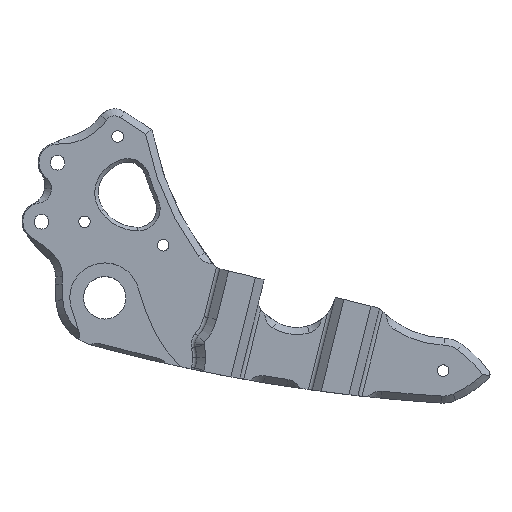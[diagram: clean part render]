
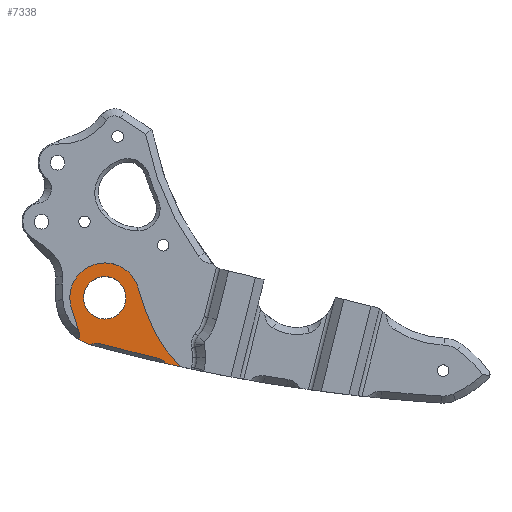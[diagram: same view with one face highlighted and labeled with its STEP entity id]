
A CAD part, top view. The second image highlights one B-rep face of the part: STEP entity #7338.
In plain terms, the highlighted planar face has unit normal (0, 0, 1).
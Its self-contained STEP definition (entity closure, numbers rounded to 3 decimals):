
#99 = EDGE_CURVE ( 'NONE', #6898, #7271, #6017, .T. ) ;
#144 = AXIS2_PLACEMENT_3D ( 'NONE', #4056, #4445, #3608 ) ;
#262 = CARTESIAN_POINT ( 'NONE',  ( -4.184, -13.36, -3.5 ) ) ;
#284 = CARTESIAN_POINT ( 'NONE',  ( 127.748, 468.91, -3.5 ) ) ;
#326 = CARTESIAN_POINT ( 'NONE',  ( -7.763, -11.045, -3.5 ) ) ;
#401 = CARTESIAN_POINT ( 'NONE',  ( 0., 0., -3.5 ) ) ;
#490 = DIRECTION ( 'NONE',  ( 0., 0., -1. ) ) ;
#539 = DIRECTION ( 'NONE',  ( 0.309, -0.951, 0. ) ) ;
#702 = VERTEX_POINT ( 'NONE', #6374 ) ;
#711 = VERTEX_POINT ( 'NONE', #1579 ) ;
#904 = DIRECTION ( 'NONE',  ( -1., 0., 0. ) ) ;
#942 = DIRECTION ( 'NONE',  ( 1., 0., 0. ) ) ;
#987 = VERTEX_POINT ( 'NONE', #1503 ) ;
#1018 = DIRECTION ( 'NONE',  ( 1., 0., 0. ) ) ;
#1138 = CIRCLE ( 'NONE', #2920, 0.5 ) ;
#1202 = CARTESIAN_POINT ( 'NONE',  ( -14.263, -11.117, -3.5 ) ) ;
#1213 = VERTEX_POINT ( 'NONE', #262 ) ;
#1250 = EDGE_CURVE ( 'NONE', #7271, #6974, #7226, .T. ) ;
#1361 = AXIS2_PLACEMENT_3D ( 'NONE', #3077, #7416, #3716 ) ;
#1503 = CARTESIAN_POINT ( 'NONE',  ( 14.934, -17.17, -3.5 ) ) ;
#1579 = CARTESIAN_POINT ( 'NONE',  ( -9.511, -3.09, -3.5 ) ) ;
#1644 = ORIENTED_EDGE ( 'NONE', *, *, #5539, .F. ) ;
#1768 = CARTESIAN_POINT ( 'NONE',  ( 17.543, -18.794, -3.5 ) ) ;
#1822 = DIRECTION ( 'NONE',  ( -1., 0., 0. ) ) ;
#1858 = EDGE_CURVE ( 'NONE', #6577, #1213, #3732, .T. ) ;
#2114 = AXIS2_PLACEMENT_3D ( 'NONE', #6278, #6894, #7053 ) ;
#2177 = CIRCLE ( 'NONE', #5530, 499. ) ;
#2242 = CARTESIAN_POINT ( 'NONE',  ( 49.716, 8.793, -3.5 ) ) ;
#2250 = VERTEX_POINT ( 'NONE', #6859 ) ;
#2352 = EDGE_CURVE ( 'NONE', #987, #6898, #2604, .T. ) ;
#2399 = CARTESIAN_POINT ( 'NONE',  ( -9.511, -3.09, -3.5 ) ) ;
#2512 = ORIENTED_EDGE ( 'NONE', *, *, #2641, .T. ) ;
#2604 = CIRCLE ( 'NONE', #144, 4.76 ) ;
#2639 = ORIENTED_EDGE ( 'NONE', *, *, #7358, .T. ) ;
#2641 = EDGE_CURVE ( 'NONE', #3944, #5711, #5434, .T. ) ;
#2735 = DIRECTION ( 'NONE',  ( 0., 0., 1. ) ) ;
#2785 = EDGE_CURVE ( 'NONE', #6606, #2250, #6090, .T. ) ;
#2901 = CARTESIAN_POINT ( 'NONE',  ( 0., 0., -3.5 ) ) ;
#2914 = AXIS2_PLACEMENT_3D ( 'NONE', #401, #4749, #1018 ) ;
#2915 = EDGE_LOOP ( 'NONE', ( #4963, #3415, #1644, #6887, #5731, #6062, #4312, #7084, #5605, #7686, #6135, #6141 ) ) ;
#2920 = AXIS2_PLACEMENT_3D ( 'NONE', #4230, #490, #4832 ) ;
#2972 = CIRCLE ( 'NONE', #1361, 14. ) ;
#3038 = CARTESIAN_POINT ( 'NONE',  ( -8.051, -11.454, -3.5 ) ) ;
#3070 = CARTESIAN_POINT ( 'NONE',  ( 11.674, -3.567, -3.5 ) ) ;
#3077 = CARTESIAN_POINT ( 'NONE',  ( 0., 0., -3.5 ) ) ;
#3228 = CIRCLE ( 'NONE', #4976, 0.5 ) ;
#3415 = ORIENTED_EDGE ( 'NONE', *, *, #1858, .F. ) ;
#3513 = DIRECTION ( 'NONE',  ( 0., 0., 1. ) ) ;
#3541 = DIRECTION ( 'NONE',  ( 1., 0., 0. ) ) ;
#3608 = DIRECTION ( 'NONE',  ( -1., 0., 0. ) ) ;
#3673 = EDGE_CURVE ( 'NONE', #4660, #711, #6173, .T. ) ;
#3716 = DIRECTION ( 'NONE',  ( 1., 0., 0. ) ) ;
#3732 = CIRCLE ( 'NONE', #2114, 4.76 ) ;
#3769 = EDGE_CURVE ( 'NONE', #6974, #4660, #7034, .T. ) ;
#3849 = EDGE_CURVE ( 'NONE', #711, #6606, #6658, .T. ) ;
#3944 = VERTEX_POINT ( 'NONE', #5598 ) ;
#4047 = AXIS2_PLACEMENT_3D ( 'NONE', #2901, #7246, #3541 ) ;
#4056 = CARTESIAN_POINT ( 'NONE',  ( 13.858, -21.807, -3.5 ) ) ;
#4224 = DIRECTION ( 'NONE',  ( -0.309, 0.951, 0. ) ) ;
#4230 = CARTESIAN_POINT ( 'NONE',  ( -7.763, -11.045, -3.5 ) ) ;
#4312 = ORIENTED_EDGE ( 'NONE', *, *, #3769, .T. ) ;
#4345 = DIRECTION ( 'NONE',  ( 1., 0., 0. ) ) ;
#4445 = DIRECTION ( 'NONE',  ( 0., 0., -1. ) ) ;
#4453 = AXIS2_PLACEMENT_3D ( 'NONE', #5360, #3513, #7833 ) ;
#4640 = DIRECTION ( 'NONE',  ( 0., 0., -1. ) ) ;
#4660 = VERTEX_POINT ( 'NONE', #5114 ) ;
#4673 = DIRECTION ( 'NONE',  ( 0., 0., -1. ) ) ;
#4699 = CARTESIAN_POINT ( 'NONE',  ( -7.605, -8.954, -3.5 ) ) ;
#4749 = DIRECTION ( 'NONE',  ( 0., 0., -1. ) ) ;
#4808 = DIRECTION ( 'NONE',  ( 0., 0., 1. ) ) ;
#4832 = DIRECTION ( 'NONE',  ( 1., 0., 0. ) ) ;
#4963 = ORIENTED_EDGE ( 'NONE', *, *, #5443, .T. ) ;
#4976 = AXIS2_PLACEMENT_3D ( 'NONE', #326, #4673, #942 ) ;
#4980 = EDGE_CURVE ( 'NONE', #702, #7498, #1138, .T. ) ;
#5019 = VECTOR ( 'NONE', #539, 1000. ) ;
#5114 = CARTESIAN_POINT ( 'NONE',  ( 9.511, 3.09, -3.5 ) ) ;
#5295 = CARTESIAN_POINT ( 'NONE',  ( -1.133, -13.159, -3.5 ) ) ;
#5316 = CARTESIAN_POINT ( 'NONE',  ( 127.748, 468.91, -3.5 ) ) ;
#5360 = CARTESIAN_POINT ( 'NONE',  ( 49.716, 8.793, -3.5 ) ) ;
#5418 = VECTOR ( 'NONE', #4224, 1000. ) ;
#5434 = CIRCLE ( 'NONE', #2914, 6.063 ) ;
#5443 = EDGE_CURVE ( 'NONE', #7498, #1213, #2972, .T. ) ;
#5523 = EDGE_LOOP ( 'NONE', ( #2639, #2512 ) ) ;
#5530 = AXIS2_PLACEMENT_3D ( 'NONE', #284, #4640, #904 ) ;
#5539 = EDGE_CURVE ( 'NONE', #987, #6577, #2177, .T. ) ;
#5546 = DIRECTION ( 'NONE',  ( 0., 0., -1. ) ) ;
#5598 = CARTESIAN_POINT ( 'NONE',  ( -6.063, 0., -3.5 ) ) ;
#5605 = ORIENTED_EDGE ( 'NONE', *, *, #3849, .T. ) ;
#5711 = VERTEX_POINT ( 'NONE', #7923 ) ;
#5731 = ORIENTED_EDGE ( 'NONE', *, *, #99, .T. ) ;
#5755 = FACE_BOUND ( 'NONE', #5523, .T. ) ;
#5957 = DIRECTION ( 'NONE',  ( 0., 0., -1. ) ) ;
#6017 = CIRCLE ( 'NONE', #7383, 500. ) ;
#6031 = CARTESIAN_POINT ( 'NONE',  ( 9.511, 3.09, -3.5 ) ) ;
#6062 = ORIENTED_EDGE ( 'NONE', *, *, #1250, .T. ) ;
#6090 = CIRCLE ( 'NONE', #7905, 7. ) ;
#6135 = ORIENTED_EDGE ( 'NONE', *, *, #7877, .T. ) ;
#6141 = ORIENTED_EDGE ( 'NONE', *, *, #4980, .T. ) ;
#6173 = CIRCLE ( 'NONE', #7012, 10. ) ;
#6174 = AXIS2_PLACEMENT_3D ( 'NONE', #2242, #5957, #7155 ) ;
#6278 = CARTESIAN_POINT ( 'NONE',  ( -2.362, -17.758, -3.5 ) ) ;
#6374 = CARTESIAN_POINT ( 'NONE',  ( -7.263, -11.045, -3.5 ) ) ;
#6445 = CARTESIAN_POINT ( 'NONE',  ( 0., 0., -3.5 ) ) ;
#6577 = VERTEX_POINT ( 'NONE', #5295 ) ;
#6606 = VERTEX_POINT ( 'NONE', #4699 ) ;
#6658 = LINE ( 'NONE', #2399, #5019 ) ;
#6859 = CARTESIAN_POINT ( 'NONE',  ( -7.263, -11.039, -3.5 ) ) ;
#6887 = ORIENTED_EDGE ( 'NONE', *, *, #2352, .T. ) ;
#6894 = DIRECTION ( 'NONE',  ( 0., 0., 1. ) ) ;
#6898 = VERTEX_POINT ( 'NONE', #1768 ) ;
#6974 = VERTEX_POINT ( 'NONE', #3070 ) ;
#7012 = AXIS2_PLACEMENT_3D ( 'NONE', #6445, #2735, #7064 ) ;
#7034 = LINE ( 'NONE', #6031, #5418 ) ;
#7053 = DIRECTION ( 'NONE',  ( 1., 0., 0. ) ) ;
#7064 = DIRECTION ( 'NONE',  ( 1., 0., 0. ) ) ;
#7084 = ORIENTED_EDGE ( 'NONE', *, *, #3673, .T. ) ;
#7089 = CARTESIAN_POINT ( 'NONE',  ( 21.645, -19.703, -3.5 ) ) ;
#7155 = DIRECTION ( 'NONE',  ( 1., 0., 0. ) ) ;
#7215 = PLANE ( 'NONE',  #4453 ) ;
#7226 = CIRCLE ( 'NONE', #6174, 40. ) ;
#7246 = DIRECTION ( 'NONE',  ( 0., 0., -1. ) ) ;
#7271 = VERTEX_POINT ( 'NONE', #7089 ) ;
#7338 = ADVANCED_FACE ( 'NONE', ( #5755, #7598 ), #7215, .T. ) ;
#7358 = EDGE_CURVE ( 'NONE', #5711, #3944, #7406, .T. ) ;
#7383 = AXIS2_PLACEMENT_3D ( 'NONE', #5316, #4808, #4345 ) ;
#7406 = CIRCLE ( 'NONE', #4047, 6.063 ) ;
#7416 = DIRECTION ( 'NONE',  ( 0., 0., 1. ) ) ;
#7498 = VERTEX_POINT ( 'NONE', #3038 ) ;
#7598 = FACE_OUTER_BOUND ( 'NONE', #2915, .T. ) ;
#7686 = ORIENTED_EDGE ( 'NONE', *, *, #2785, .T. ) ;
#7833 = DIRECTION ( 'NONE',  ( 1., 0., 0. ) ) ;
#7877 = EDGE_CURVE ( 'NONE', #2250, #702, #3228, .T. ) ;
#7905 = AXIS2_PLACEMENT_3D ( 'NONE', #1202, #5546, #1822 ) ;
#7923 = CARTESIAN_POINT ( 'NONE',  ( 6.063, 0., -3.5 ) ) ;
